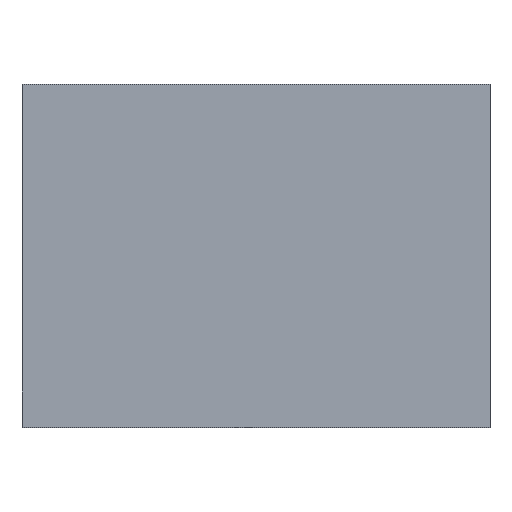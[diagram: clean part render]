
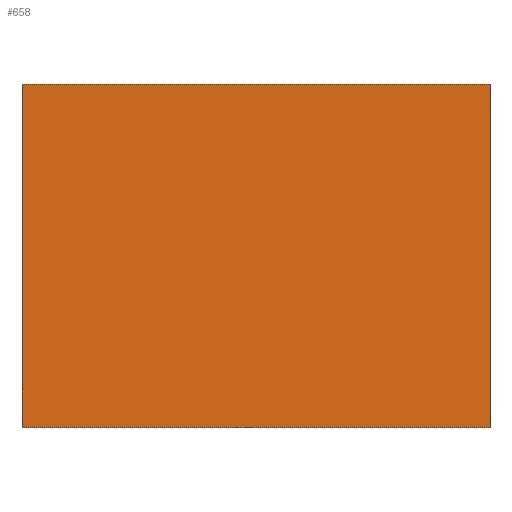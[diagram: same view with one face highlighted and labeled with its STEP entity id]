
A CAD part, top view. The second image highlights one B-rep face of the part: STEP entity #658.
In plain terms, the highlighted planar face has unit normal (0, 0, 1).
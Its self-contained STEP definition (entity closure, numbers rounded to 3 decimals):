
#212 = VERTEX_POINT('',#213);
#213 = CARTESIAN_POINT('',(8.34,6.5,10.5));
#219 = EDGE_CURVE('',#212,#220,#222,.T.);
#220 = VERTEX_POINT('',#221);
#221 = CARTESIAN_POINT('',(-3.26,6.5,10.5));
#222 = LINE('',#223,#224);
#223 = CARTESIAN_POINT('',(8.34,6.5,10.5));
#224 = VECTOR('',#225,1.);
#225 = DIRECTION('',(-1.,0.,0.));
#268 = VERTEX_POINT('',#269);
#269 = CARTESIAN_POINT('',(8.34,-2.,10.5));
#275 = EDGE_CURVE('',#268,#276,#278,.T.);
#276 = VERTEX_POINT('',#277);
#277 = CARTESIAN_POINT('',(-3.26,-2.,10.5));
#278 = LINE('',#279,#280);
#279 = CARTESIAN_POINT('',(8.34,-2.,10.5));
#280 = VECTOR('',#281,1.);
#281 = DIRECTION('',(-1.,0.,0.));
#647 = EDGE_CURVE('',#212,#268,#648,.T.);
#648 = LINE('',#649,#650);
#649 = CARTESIAN_POINT('',(8.34,6.5,10.5));
#650 = VECTOR('',#651,1.);
#651 = DIRECTION('',(0.,-1.,0.));
#658 = ADVANCED_FACE('',(#659),#670,.F.);
#659 = FACE_BOUND('',#660,.F.);
#660 = EDGE_LOOP('',(#661,#662,#663,#669));
#661 = ORIENTED_EDGE('',*,*,#647,.T.);
#662 = ORIENTED_EDGE('',*,*,#275,.T.);
#663 = ORIENTED_EDGE('',*,*,#664,.F.);
#664 = EDGE_CURVE('',#220,#276,#665,.T.);
#665 = LINE('',#666,#667);
#666 = CARTESIAN_POINT('',(-3.26,6.5,10.5));
#667 = VECTOR('',#668,1.);
#668 = DIRECTION('',(0.,-1.,0.));
#669 = ORIENTED_EDGE('',*,*,#219,.F.);
#670 = PLANE('',#671);
#671 = AXIS2_PLACEMENT_3D('',#672,#673,#674);
#672 = CARTESIAN_POINT('',(8.34,6.5,10.5));
#673 = DIRECTION('',(0.,0.,-1.));
#674 = DIRECTION('',(-1.,0.,0.));
